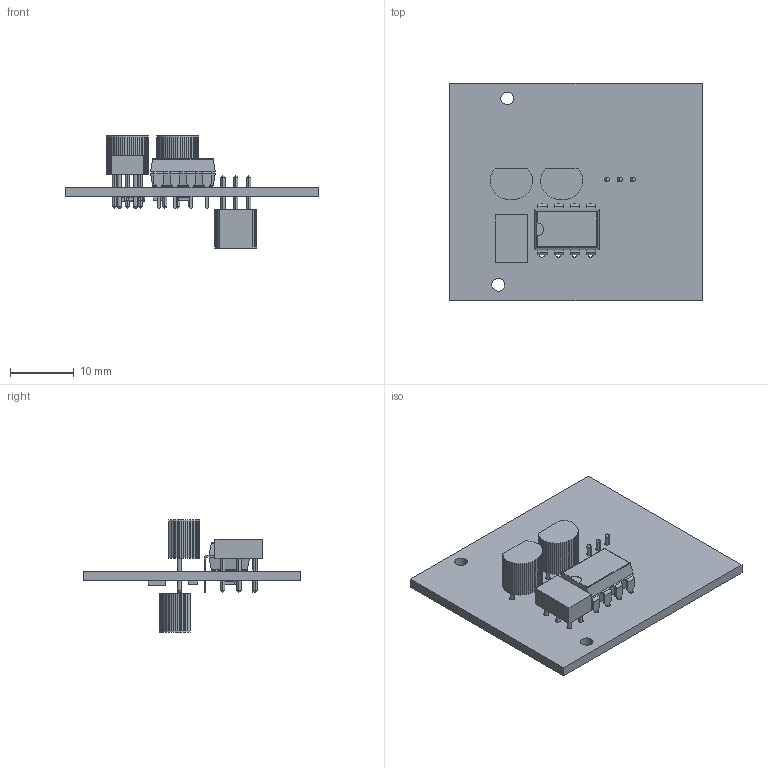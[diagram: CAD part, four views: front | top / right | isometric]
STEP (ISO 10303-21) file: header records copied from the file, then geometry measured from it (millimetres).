
FILE_DESCRIPTION(('PCB Model'),'2;1');
FILE_NAME('Proteus_attiny13.STEP', '2018-10-18T16:43:07',('hag'),('Unspecified'), 'Open CASCADE STEP processor 6.8','Proteus','Unknown');
FILE_SCHEMA(('CONFIG_CONTROL_DESIGN','SHAPE_APPEARANCE_LAYER_MIM'));
Length unit declared in the file: millimetre
Products named in the file (34): Open CASCADE STEP translator 6.8 1; Layer_1; U1; Open CASCADE STEP translator 6.8 1.2.1; Body_1; J2; Open CASCADE STEP translator 6.8 1.3.1; Pin_1; Pin_2; Pin_3; Pin_4; Pin_5; Pin_6; R1; Open CASCADE STEP translator 6.8 1.4.1; Q1; Open CASCADE STEP translator 6.8 1.5.1; R4; Open CASCADE STEP translator 6.8 1.6.1; Q3; R7; Q2; R6
Assembly tree (37 placements, depth 4):
  Open CASCADE STEP translator 6.8 1
    Layer_1
    U1
      Open CASCADE STEP translator 6.8 1.2.1
        Body_1
    J2
      Open CASCADE STEP translator 6.8 1.3.1
        Body_1
        Pin_1
        Pin_2
        Pin_3
        Pin_4
        Pin_5
        Pin_6
    R1
      Open CASCADE STEP translator 6.8 1.4.1
        Body_1
        Pin_1
        Pin_2
    Q1
      Open CASCADE STEP translator 6.8 1.5.1
        Body_1
        Pin_1
        Pin_2
        Pin_3
    R4
      Open CASCADE STEP translator 6.8 1.6.1
        Body_1
        Pin_1
        Pin_2
    Q3
      Open CASCADE STEP translator 6.8 1.5.1
        Body_1
        Pin_1
        Pin_2
        Pin_3
    R7
      Open CASCADE STEP translator 6.8 1.4.1
        Body_1
        Pin_1
        Pin_2
    Q2
      Open CASCADE STEP translator 6.8 1.5.1
        Body_1
        Pin_1
        Pin_2
        Pin_3
    R6
      Open CASCADE STEP translator 6.8 1.4.1
        Body_1
        Pin_1
        Pin_2
Bounding box: 39.5 x 34.06 x 17.55 mm (x, y, z)
Volume: 2981.3 mm3; surface area: 4351 mm2
Topology: 33 solids, 33 shells, 525 faces, 1359 edges, 840 vertices
Faces by surface type: plane 358, cylinder 107, sphere 60
Entity records: 13813 total; most frequent: CARTESIAN_POINT 2048, DIRECTION 1797, ORIENTED_EDGE 1770, EDGE_CURVE 885, LINE 631, VECTOR 631, AXIS2_PLACEMENT_3D 583, VERTEX_POINT 568
